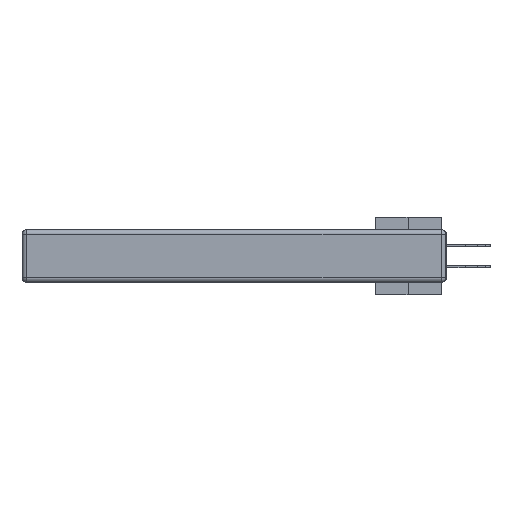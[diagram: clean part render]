
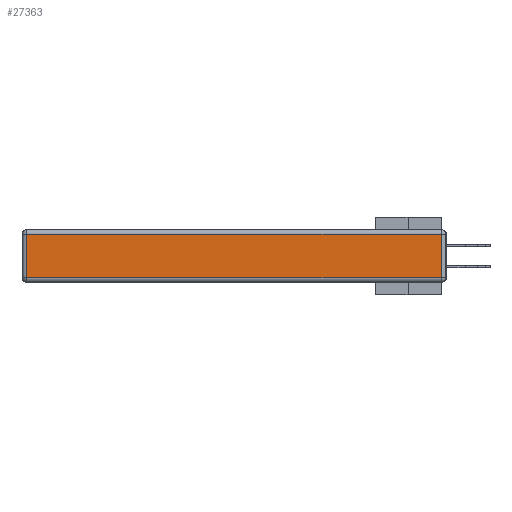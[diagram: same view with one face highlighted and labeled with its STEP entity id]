
A CAD part, left-side view. The second image highlights one B-rep face of the part: STEP entity #27363.
In plain terms, the highlighted planar face has unit normal (-1, 0, 0).
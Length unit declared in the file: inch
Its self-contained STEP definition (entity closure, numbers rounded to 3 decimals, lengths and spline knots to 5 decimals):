
#2501 = EDGE_CURVE ( 'NONE', #41456, #35975, #34447, .T. ) ;
#3290 = DIRECTION ( 'NONE',  ( -1., 0., 0. ) ) ;
#4283 = CARTESIAN_POINT ( 'NONE',  ( 0., 0.03, -0.03 ) ) ;
#5155 = ORIENTED_EDGE ( 'NONE', *, *, #43097, .T. ) ;
#5249 = DIRECTION ( 'NONE',  ( 0., 0., 1. ) ) ;
#6458 = CARTESIAN_POINT ( 'NONE',  ( 0., 0., -0.343 ) ) ;
#7562 = DIRECTION ( 'NONE',  ( 0., 1., 0. ) ) ;
#8210 = CARTESIAN_POINT ( 'NONE',  ( 0., 2.72, -0.03 ) ) ;
#8595 = VECTOR ( 'NONE', #7562, 39.37008 ) ;
#12752 = VECTOR ( 'NONE', #45824, 39.37008 ) ;
#13657 = VECTOR ( 'NONE', #36377, 39.37008 ) ;
#17327 = DIRECTION ( 'NONE',  ( 0., 0., 1. ) ) ;
#18026 = CARTESIAN_POINT ( 'NONE',  ( 0., 2.72, -0.313 ) ) ;
#18194 = CARTESIAN_POINT ( 'NONE',  ( 0., 2.72, -0.343 ) ) ;
#22543 = ORIENTED_EDGE ( 'NONE', *, *, #2501, .T. ) ;
#23639 = ORIENTED_EDGE ( 'NONE', *, *, #40916, .T. ) ;
#24681 = PLANE ( 'NONE',  #46430 ) ;
#27363 = ADVANCED_FACE ( 'NONE', ( #36029 ), #24681, .T. ) ;
#28065 = CARTESIAN_POINT ( 'NONE',  ( 0., 0., -0.313 ) ) ;
#29223 = CARTESIAN_POINT ( 'NONE',  ( 0., 2.75, -0.03 ) ) ;
#31412 = VERTEX_POINT ( 'NONE', #4283 ) ;
#32877 = CARTESIAN_POINT ( 'NONE',  ( 0., 0.03, -0.313 ) ) ;
#33531 = LINE ( 'NONE', #45348, #43230 ) ;
#33708 = LINE ( 'NONE', #29223, #8595 ) ;
#34447 = LINE ( 'NONE', #28065, #12752 ) ;
#34873 = EDGE_LOOP ( 'NONE', ( #22543, #5155, #23639, #40024 ) ) ;
#35975 = VERTEX_POINT ( 'NONE', #32877 ) ;
#36029 = FACE_OUTER_BOUND ( 'NONE', #34873, .T. ) ;
#36377 = DIRECTION ( 'NONE',  ( 0., 0., -1. ) ) ;
#38000 = VERTEX_POINT ( 'NONE', #8210 ) ;
#40024 = ORIENTED_EDGE ( 'NONE', *, *, #41360, .T. ) ;
#40916 = EDGE_CURVE ( 'NONE', #31412, #38000, #33708, .T. ) ;
#41360 = EDGE_CURVE ( 'NONE', #38000, #41456, #42783, .T. ) ;
#41456 = VERTEX_POINT ( 'NONE', #18026 ) ;
#42783 = LINE ( 'NONE', #18194, #13657 ) ;
#43097 = EDGE_CURVE ( 'NONE', #35975, #31412, #33531, .T. ) ;
#43230 = VECTOR ( 'NONE', #5249, 39.37008 ) ;
#45348 = CARTESIAN_POINT ( 'NONE',  ( 0., 0.03, -0.343 ) ) ;
#45824 = DIRECTION ( 'NONE',  ( 0., -1., 0. ) ) ;
#46430 = AXIS2_PLACEMENT_3D ( 'NONE', #6458, #3290, #17327 ) ;
